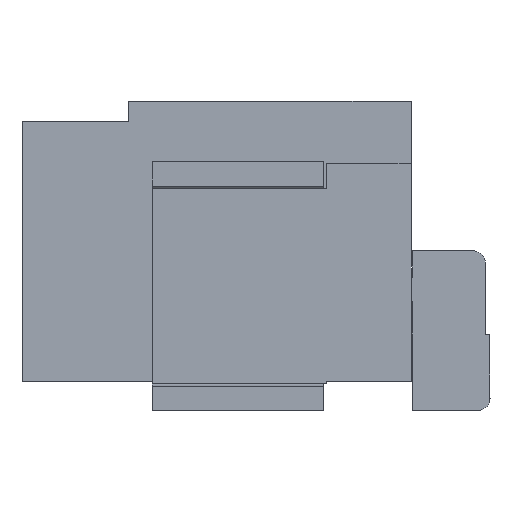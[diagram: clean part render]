
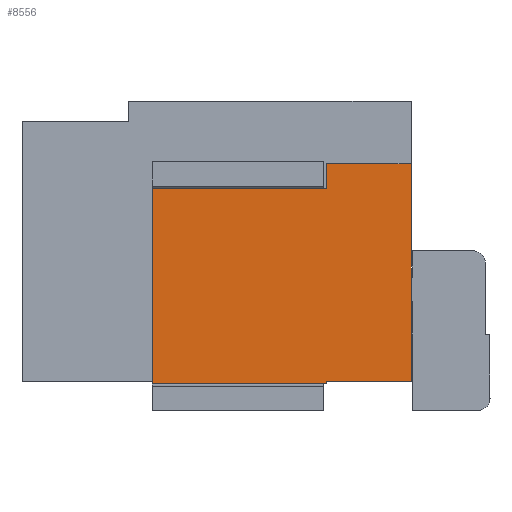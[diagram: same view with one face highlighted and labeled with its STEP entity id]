
A CAD part, left-side view. The second image highlights one B-rep face of the part: STEP entity #8556.
In plain terms, the highlighted planar face has unit normal (-1, 0, 0).
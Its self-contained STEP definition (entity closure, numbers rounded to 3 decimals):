
#1958=ORIENTED_EDGE('',*,*,#3086,.F.);
#1959=ORIENTED_EDGE('',*,*,#3708,.F.);
#1960=ORIENTED_EDGE('',*,*,#3709,.T.);
#1961=ORIENTED_EDGE('',*,*,#3710,.F.);
#1962=ORIENTED_EDGE('',*,*,#3711,.F.);
#1963=ORIENTED_EDGE('',*,*,#3712,.T.);
#1964=ORIENTED_EDGE('',*,*,#3713,.T.);
#1965=ORIENTED_EDGE('',*,*,#3107,.T.);
#3086=EDGE_CURVE('',#4292,#4293,#5119,.T.);
#3107=EDGE_CURVE('',#4310,#4293,#5140,.T.);
#3708=EDGE_CURVE('',#4682,#4292,#5697,.T.);
#3709=EDGE_CURVE('',#4682,#4683,#5698,.T.);
#3710=EDGE_CURVE('',#4684,#4683,#5699,.T.);
#3711=EDGE_CURVE('',#4685,#4684,#5700,.T.);
#3712=EDGE_CURVE('',#4685,#4686,#5701,.T.);
#3713=EDGE_CURVE('',#4686,#4310,#5702,.T.);
#4292=VERTEX_POINT('',#14905);
#4293=VERTEX_POINT('',#14907);
#4310=VERTEX_POINT('',#14946);
#4682=VERTEX_POINT('',#16166);
#4683=VERTEX_POINT('',#16170);
#4684=VERTEX_POINT('',#16172);
#4685=VERTEX_POINT('',#16174);
#4686=VERTEX_POINT('',#16176);
#5119=LINE('',#14906,#6020);
#5140=LINE('',#14945,#6041);
#5697=LINE('',#16167,#6598);
#5698=LINE('',#16169,#6599);
#5699=LINE('',#16171,#6600);
#5700=LINE('',#16173,#6601);
#5701=LINE('',#16175,#6602);
#5702=LINE('',#16177,#6603);
#6020=VECTOR('',#12873,1000.);
#6041=VECTOR('',#12896,1000.);
#6598=VECTOR('',#14037,1000.);
#6599=VECTOR('',#14040,1000.);
#6600=VECTOR('',#14041,1000.);
#6601=VECTOR('',#14042,1000.);
#6602=VECTOR('',#14043,1000.);
#6603=VECTOR('',#14044,1000.);
#7085=EDGE_LOOP('',(#1958,#1959,#1960,#1961,#1962,#1963,#1964,#1965));
#7620=FACE_BOUND('',#7085,.T.);
#8103=PLANE('',#12440);
#8556=ADVANCED_FACE('',(#7620),#8103,.T.);
#12440=AXIS2_PLACEMENT_3D('',#16168,#14038,#14039);
#12873=DIRECTION('',(0.,0.,-1.));
#12896=DIRECTION('',(0.,-1.,0.));
#14037=DIRECTION('',(0.,-1.,0.));
#14038=DIRECTION('',(-1.,0.,0.));
#14039=DIRECTION('',(0.,0.,1.));
#14040=DIRECTION('',(0.,0.,-1.));
#14041=DIRECTION('',(0.,-1.,0.));
#14042=DIRECTION('',(0.,0.,1.));
#14043=DIRECTION('',(0.,-1.,0.));
#14044=DIRECTION('',(0.,0.,1.));
#14905=CARTESIAN_POINT('',(-9.539,0.457,2.823));
#14906=CARTESIAN_POINT('',(-9.539,0.457,2.823));
#14907=CARTESIAN_POINT('',(-9.539,0.457,0.334));
#14945=CARTESIAN_POINT('',(-9.539,1.422,0.334));
#14946=CARTESIAN_POINT('',(-9.539,1.422,0.334));
#16166=CARTESIAN_POINT('',(-9.539,1.422,2.823));
#16167=CARTESIAN_POINT('',(-9.539,1.422,2.823));
#16168=CARTESIAN_POINT('',(-9.539,1.422,2.823));
#16169=CARTESIAN_POINT('',(-9.539,1.422,2.823));
#16170=CARTESIAN_POINT('',(-9.539,1.422,2.54));
#16171=CARTESIAN_POINT('',(-9.539,3.416,2.54));
#16172=CARTESIAN_POINT('',(-9.539,3.416,2.54));
#16173=CARTESIAN_POINT('',(-9.539,3.416,2.54));
#16174=CARTESIAN_POINT('',(-9.539,3.416,0.305));
#16175=CARTESIAN_POINT('',(-9.539,3.416,0.305));
#16176=CARTESIAN_POINT('',(-9.539,1.422,0.305));
#16177=CARTESIAN_POINT('',(-9.539,1.422,2.54));
